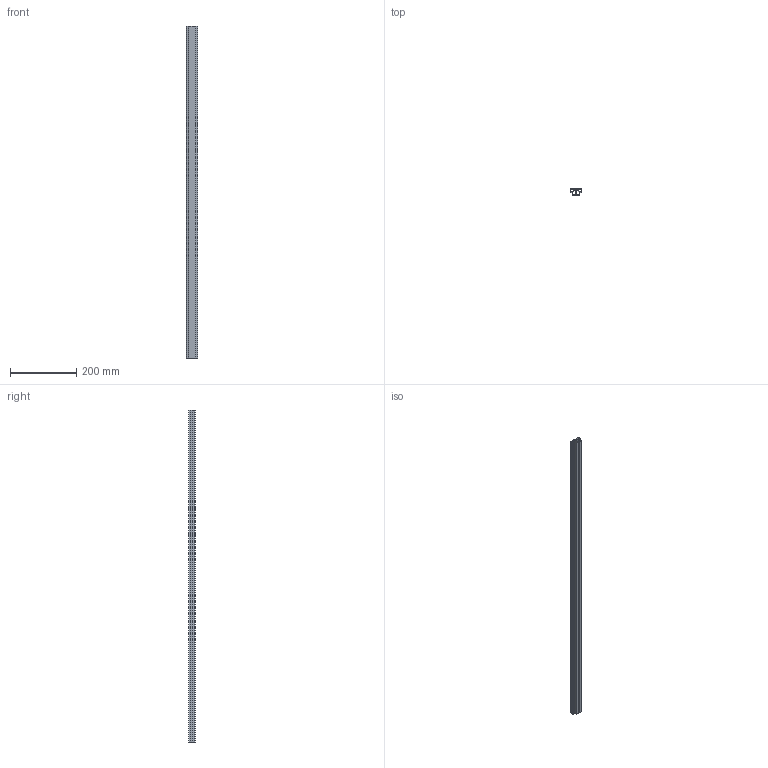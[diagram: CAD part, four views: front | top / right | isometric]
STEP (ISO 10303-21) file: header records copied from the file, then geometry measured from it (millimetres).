
FILE_DESCRIPTION(/* description */ (''),/* implementation_level */ '2;1');
FILE_NAME(/* name */ '11235_KriTec_Gleitleiste_PE_HD_ESD_schwarz.stp',/* time_stamp */ '2015-11-03T11:52:23+01:00',/* author */ ('kostic'),/* organization */ (''),/* preprocessor_version */ 'ST-DEVELOPER v15.2',/* originating_system */ 'Autodesk Inventor 2014',/* authorisation */ '');
FILE_SCHEMA (('CONFIG_CONTROL_DESIGN'));
Length unit declared in the file: millimetre
Products named in the file (1): 11235_KriTec_Gleitleiste_PE_HD_ESD_schwarz
Bounding box: 34.6 x 19.2 x 1000 mm (x, y, z)
Volume: 170144.5 mm3; surface area: 263082.5 mm2
Topology: 1 solids, 1 shells, 62 faces, 180 edges, 120 vertices
Faces by surface type: plane 36, cylinder 26
Entity records: 2096 total; most frequent: CARTESIAN_POINT 363, ORIENTED_EDGE 360, DIRECTION 358, EDGE_CURVE 180, LINE 128, VECTOR 128, VERTEX_POINT 120, AXIS2_PLACEMENT_3D 115
